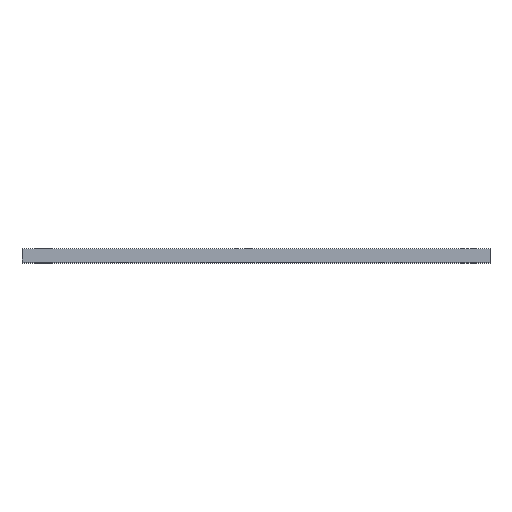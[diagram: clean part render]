
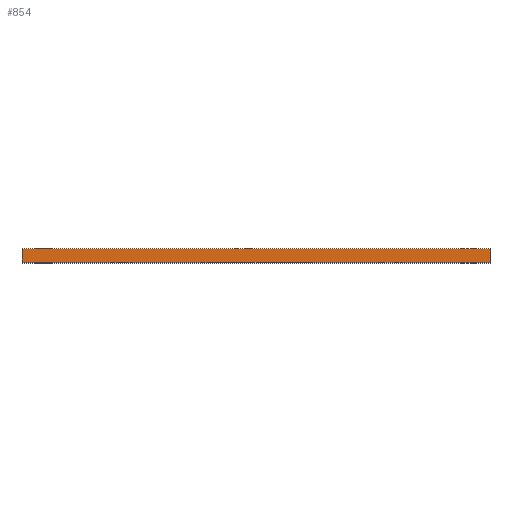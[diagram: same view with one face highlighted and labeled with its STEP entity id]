
A CAD part, top view. The second image highlights one B-rep face of the part: STEP entity #854.
In plain terms, the highlighted planar face has unit normal (0, 0, 1).
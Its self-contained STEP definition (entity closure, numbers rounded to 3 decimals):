
#3 = LINE ( 'NONE', #57, #442 ) ;
#17 = VECTOR ( 'NONE', #416, 1000. ) ;
#25 = PLANE ( 'NONE',  #507 ) ;
#57 = CARTESIAN_POINT ( 'NONE',  ( 0., 0., 0. ) ) ;
#72 = CARTESIAN_POINT ( 'NONE',  ( 104.5, 0., 0. ) ) ;
#111 = DIRECTION ( 'NONE',  ( 1., 0., 0. ) ) ;
#129 = ORIENTED_EDGE ( 'NONE', *, *, #566, .F. ) ;
#149 = DIRECTION ( 'NONE',  ( -1., 0., 0. ) ) ;
#250 = LINE ( 'NONE', #741, #632 ) ;
#254 = CARTESIAN_POINT ( 'NONE',  ( 0., 3., 0. ) ) ;
#275 = CARTESIAN_POINT ( 'NONE',  ( 0., 0., 0. ) ) ;
#305 = LINE ( 'NONE', #361, #17 ) ;
#348 = EDGE_LOOP ( 'NONE', ( #395, #129, #400, #844 ) ) ;
#361 = CARTESIAN_POINT ( 'NONE',  ( 104.5, 3., 0. ) ) ;
#395 = ORIENTED_EDGE ( 'NONE', *, *, #567, .T. ) ;
#400 = ORIENTED_EDGE ( 'NONE', *, *, #565, .F. ) ;
#402 = FACE_OUTER_BOUND ( 'NONE', #348, .T. ) ;
#416 = DIRECTION ( 'NONE',  ( 0., -1., 0. ) ) ;
#442 = VECTOR ( 'NONE', #111, 1000. ) ;
#470 = LINE ( 'NONE', #626, #638 ) ;
#507 = AXIS2_PLACEMENT_3D ( 'NONE', #688, #516, #149 ) ;
#516 = DIRECTION ( 'NONE',  ( 0., 0., -1. ) ) ;
#552 = VERTEX_POINT ( 'NONE', #275 ) ;
#565 = EDGE_CURVE ( 'NONE', #732, #834, #470, .T. ) ;
#566 = EDGE_CURVE ( 'NONE', #834, #802, #305, .T. ) ;
#567 = EDGE_CURVE ( 'NONE', #552, #802, #3, .T. ) ;
#571 = EDGE_CURVE ( 'NONE', #732, #552, #250, .T. ) ;
#626 = CARTESIAN_POINT ( 'NONE',  ( 0., 3., 0. ) ) ;
#632 = VECTOR ( 'NONE', #830, 1000. ) ;
#638 = VECTOR ( 'NONE', #746, 1000. ) ;
#688 = CARTESIAN_POINT ( 'NONE',  ( 0., 3., 0. ) ) ;
#732 = VERTEX_POINT ( 'NONE', #254 ) ;
#741 = CARTESIAN_POINT ( 'NONE',  ( 0., 3., 0. ) ) ;
#746 = DIRECTION ( 'NONE',  ( 1., 0., 0. ) ) ;
#788 = CARTESIAN_POINT ( 'NONE',  ( 104.5, 3., 0. ) ) ;
#802 = VERTEX_POINT ( 'NONE', #72 ) ;
#830 = DIRECTION ( 'NONE',  ( 0., -1., 0. ) ) ;
#834 = VERTEX_POINT ( 'NONE', #788 ) ;
#844 = ORIENTED_EDGE ( 'NONE', *, *, #571, .T. ) ;
#854 = ADVANCED_FACE ( 'NONE', ( #402 ), #25, .F. ) ;
